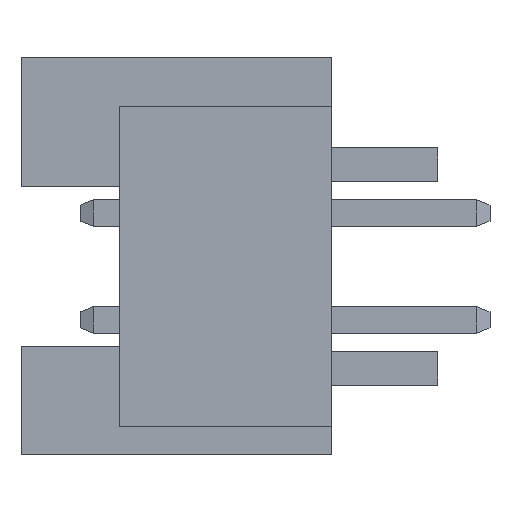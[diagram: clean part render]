
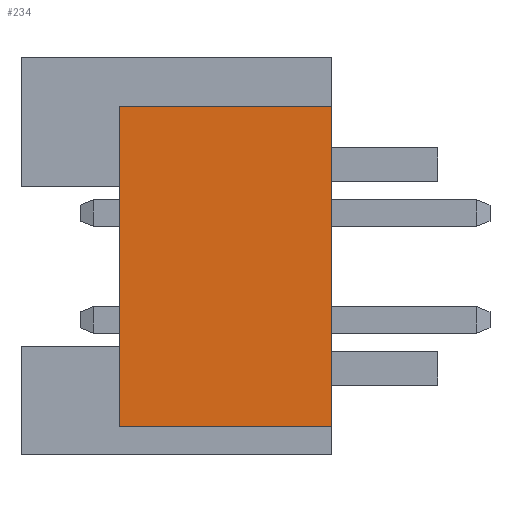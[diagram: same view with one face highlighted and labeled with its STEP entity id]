
A CAD part, left-side view. The second image highlights one B-rep face of the part: STEP entity #234.
In plain terms, the highlighted planar face has unit normal (-1, 0, 0).
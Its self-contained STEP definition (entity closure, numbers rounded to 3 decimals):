
#234 = ADVANCED_FACE( '', ( #620 ), #621, .T. );
#620 = FACE_OUTER_BOUND( '', #1255, .T. );
#621 = PLANE( '', #1256 );
#1255 = EDGE_LOOP( '', ( #2270, #2271, #2272, #2273 ) );
#1256 = AXIS2_PLACEMENT_3D( '', #2274, #2275, #2276 );
#2270 = ORIENTED_EDGE( '', *, *, #4541, .F. );
#2271 = ORIENTED_EDGE( '', *, *, #4546, .F. );
#2272 = ORIENTED_EDGE( '', *, *, #4533, .T. );
#2273 = ORIENTED_EDGE( '', *, *, #4545, .T. );
#2274 = CARTESIAN_POINT( '', ( -12.192, -2.896, 3. ) );
#2275 = DIRECTION( '', ( -1., 0., 0. ) );
#2276 = DIRECTION( '', ( 0., 0., 1. ) );
#4533 = EDGE_CURVE( '', #5508, #5506, #5509, .T. );
#4541 = EDGE_CURVE( '', #5522, #5524, #5525, .T. );
#4545 = EDGE_CURVE( '', #5506, #5524, #5529, .T. );
#4546 = EDGE_CURVE( '', #5508, #5522, #5530, .T. );
#5506 = VERTEX_POINT( '', #7049 );
#5508 = VERTEX_POINT( '', #7052 );
#5509 = LINE( '', #7053, #7054 );
#5522 = VERTEX_POINT( '', #7073 );
#5524 = VERTEX_POINT( '', #7076 );
#5525 = LINE( '', #7077, #7078 );
#5529 = LINE( '', #7085, #7086 );
#5530 = LINE( '', #7087, #7088 );
#7049 = CARTESIAN_POINT( '', ( -12.192, 1.08, 3. ) );
#7052 = CARTESIAN_POINT( '', ( -12.192, -2.896, 3. ) );
#7053 = CARTESIAN_POINT( '', ( -12.192, -2.896, 3. ) );
#7054 = VECTOR( '', #8877, 1000. );
#7073 = CARTESIAN_POINT( '', ( -12.192, -2.896, -3. ) );
#7076 = CARTESIAN_POINT( '', ( -12.192, 1.08, -3. ) );
#7077 = CARTESIAN_POINT( '', ( -12.192, -2.896, -3. ) );
#7078 = VECTOR( '', #8885, 1000. );
#7085 = CARTESIAN_POINT( '', ( -12.192, 1.08, 3. ) );
#7086 = VECTOR( '', #8889, 1000. );
#7087 = CARTESIAN_POINT( '', ( -12.192, -2.896, 3. ) );
#7088 = VECTOR( '', #8890, 1000. );
#8877 = DIRECTION( '', ( 0., 1., 0. ) );
#8885 = DIRECTION( '', ( 0., 1., 0. ) );
#8889 = DIRECTION( '', ( 0., 0., -1. ) );
#8890 = DIRECTION( '', ( 0., 0., -1. ) );
